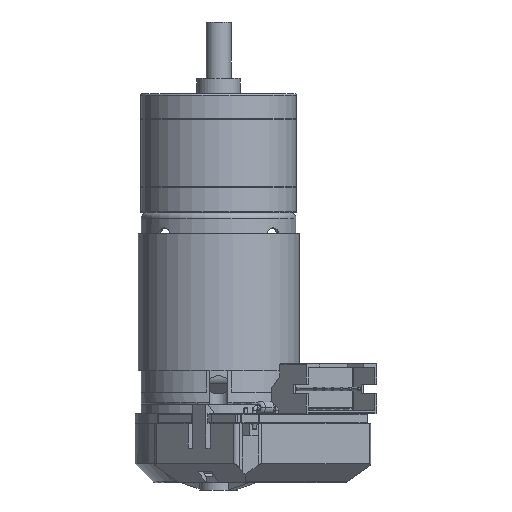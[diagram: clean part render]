
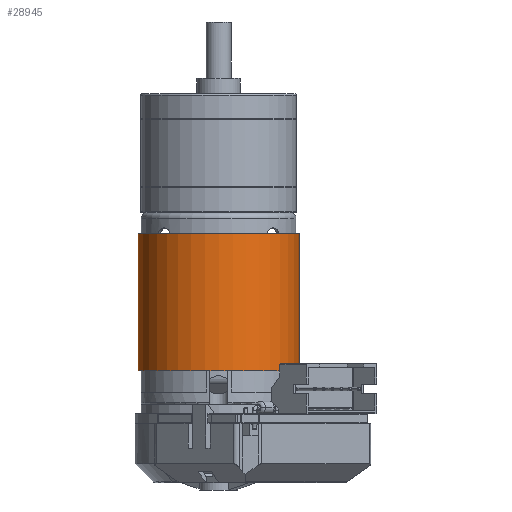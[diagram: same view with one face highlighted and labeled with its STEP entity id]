
A CAD part, front view. The second image highlights one B-rep face of the part: STEP entity #28945.
In plain terms, the highlighted cylindrical face has radius 12.9 mm (diameter 25.8 mm), a partial arc.
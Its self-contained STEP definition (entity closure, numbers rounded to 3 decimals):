
#376 = DIRECTION ( 'NONE',  ( 0., 0., 1. ) ) ;
#455 = DIRECTION ( 'NONE',  ( 1., 0., 0. ) ) ;
#886 = DIRECTION ( 'NONE',  ( 1., 0., 0. ) ) ;
#2602 = DIRECTION ( 'NONE',  ( 0., 0., 1. ) ) ;
#9352 = CARTESIAN_POINT ( 'NONE',  ( 0., 0., 3.4 ) ) ;
#11224 = VERTEX_POINT ( 'NONE', #35687 ) ;
#12836 = LINE ( 'NONE', #17487, #38566 ) ;
#15228 = EDGE_CURVE ( 'NONE', #26990, #11224, #16531, .T. ) ;
#15404 = EDGE_CURVE ( 'NONE', #11224, #32455, #29596, .T. ) ;
#15896 = FACE_OUTER_BOUND ( 'NONE', #26612, .T. ) ;
#16531 = CIRCLE ( 'NONE', #25226, 12.9 ) ;
#16627 = DIRECTION ( 'NONE',  ( 0., 0., 1. ) ) ;
#17307 = CYLINDRICAL_SURFACE ( 'NONE', #32581, 12.9 ) ;
#17487 = CARTESIAN_POINT ( 'NONE',  ( -12.9, 0., 3.4 ) ) ;
#19252 = DIRECTION ( 'NONE',  ( 0., 0., 1. ) ) ;
#19475 = ORIENTED_EDGE ( 'NONE', *, *, #15228, .T. ) ;
#20474 = VERTEX_POINT ( 'NONE', #35322 ) ;
#25226 = AXIS2_PLACEMENT_3D ( 'NONE', #9352, #33506, #455 ) ;
#26040 = DIRECTION ( 'NONE',  ( 1., 0., 0. ) ) ;
#26561 = EDGE_CURVE ( 'NONE', #20474, #32455, #34779, .T. ) ;
#26612 = EDGE_LOOP ( 'NONE', ( #31510, #19475, #35801, #32971 ) ) ;
#26990 = VERTEX_POINT ( 'NONE', #28777 ) ;
#28777 = CARTESIAN_POINT ( 'NONE',  ( -12.9, 0., 3.4 ) ) ;
#28945 = ADVANCED_FACE ( 'NONE', ( #15896 ), #17307, .T. ) ;
#29596 = LINE ( 'NONE', #37027, #30045 ) ;
#30045 = VECTOR ( 'NONE', #19252, 1000. ) ;
#31510 = ORIENTED_EDGE ( 'NONE', *, *, #32905, .F. ) ;
#31513 = CARTESIAN_POINT ( 'NONE',  ( 0., 0., 25.4 ) ) ;
#32455 = VERTEX_POINT ( 'NONE', #33452 ) ;
#32581 = AXIS2_PLACEMENT_3D ( 'NONE', #36700, #376, #886 ) ;
#32905 = EDGE_CURVE ( 'NONE', #26990, #20474, #12836, .T. ) ;
#32971 = ORIENTED_EDGE ( 'NONE', *, *, #26561, .F. ) ;
#33452 = CARTESIAN_POINT ( 'NONE',  ( 12.9, 0., 25.4 ) ) ;
#33506 = DIRECTION ( 'NONE',  ( 0., 0., 1. ) ) ;
#34779 = CIRCLE ( 'NONE', #36034, 12.9 ) ;
#35322 = CARTESIAN_POINT ( 'NONE',  ( -12.9, 0., 25.4 ) ) ;
#35687 = CARTESIAN_POINT ( 'NONE',  ( 12.9, 0., 3.4 ) ) ;
#35801 = ORIENTED_EDGE ( 'NONE', *, *, #15404, .T. ) ;
#36034 = AXIS2_PLACEMENT_3D ( 'NONE', #31513, #16627, #26040 ) ;
#36700 = CARTESIAN_POINT ( 'NONE',  ( 0., 0., 3.4 ) ) ;
#37027 = CARTESIAN_POINT ( 'NONE',  ( 12.9, 0., 3.4 ) ) ;
#38566 = VECTOR ( 'NONE', #2602, 1000. ) ;
